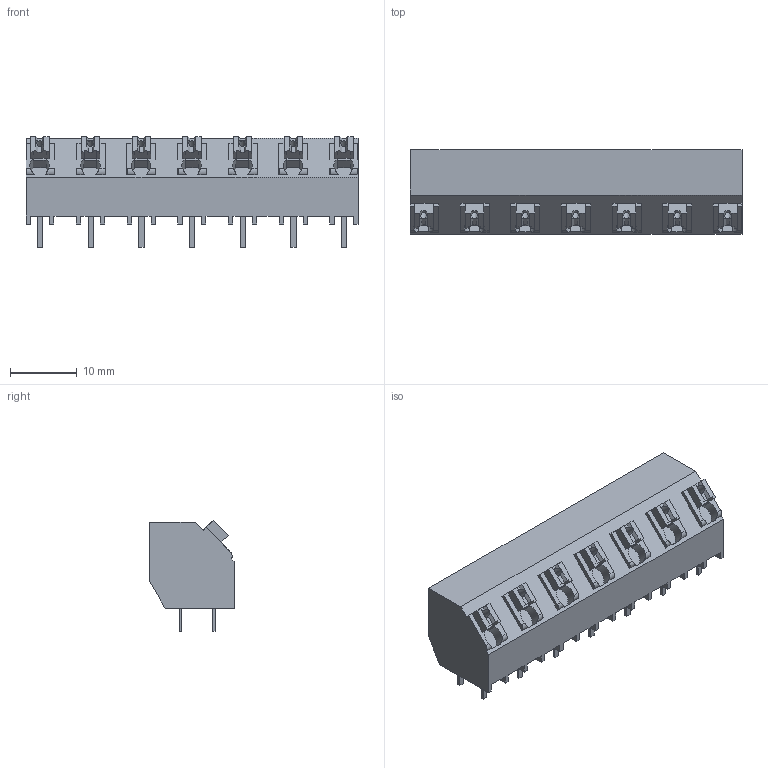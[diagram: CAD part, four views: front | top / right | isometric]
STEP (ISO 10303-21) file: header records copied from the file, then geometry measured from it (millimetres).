
FILE_DESCRIPTION(('CATIA V5 STEP Exchange','CAx-IF Rec.Pracs.--- Model Styling and Organization---1.2---2011-12-15'),'2;1');
FILE_NAME ('D1458558_0_1886230000_1886230000.stp','2018-03-26T16:26:03+00:00',('none'),('Weidmueller'),'CATIA Version 5-6 Release 2014','CATIA V5 STEP AP214','none');
FILE_SCHEMA(('AUTOMOTIVE_DESIGN { 1 0 10303 214 1 1 1 1 }'));
Length unit declared in the file: millimetre
Products named in the file (1): 1886230000
Bounding box: 49.92 x 12.7 x 16.66 mm (x, y, z)
Volume: 5517.9 mm3; surface area: 4764.5 mm2
Topology: 22 solids, 22 shells, 539 faces, 1521 edges, 1037 vertices
Faces by surface type: plane 491, cylinder 48
Entity records: 16018 total; most frequent: CARTESIAN_POINT 3108, ORIENTED_EDGE 3042, DIRECTION 2008, EDGE_CURVE 1521, VECTOR 1361, LINE 1361, VERTEX_POINT 1037, EDGE_LOOP 564
